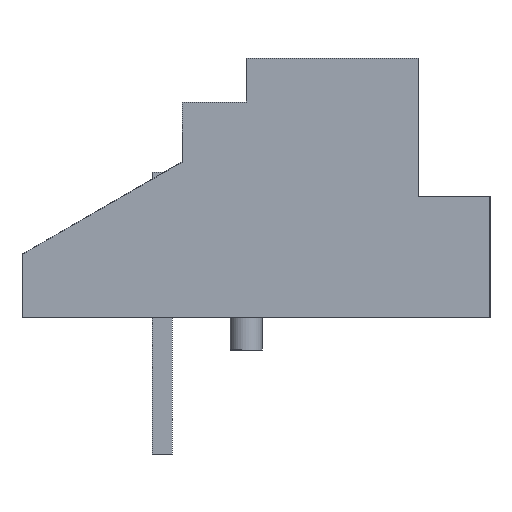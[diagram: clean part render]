
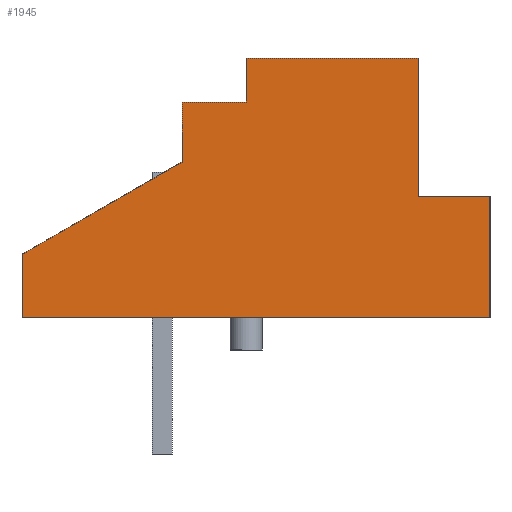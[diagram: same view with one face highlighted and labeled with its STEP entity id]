
A CAD part, left-side view. The second image highlights one B-rep face of the part: STEP entity #1945.
In plain terms, the highlighted planar face has unit normal (-1, 0, 0).
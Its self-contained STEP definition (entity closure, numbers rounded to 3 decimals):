
#1510 = VERTEX_POINT('',#1511);
#1511 = CARTESIAN_POINT('',(-2.,-6.4,6.5));
#1517 = EDGE_CURVE('',#1518,#1510,#1520,.T.);
#1518 = VERTEX_POINT('',#1519);
#1519 = CARTESIAN_POINT('',(-2.,-6.4,3.05));
#1520 = LINE('',#1521,#1522);
#1521 = CARTESIAN_POINT('',(-2.,-6.4,3.05));
#1522 = VECTOR('',#1523,1.);
#1523 = DIRECTION('',(0.,0.,1.));
#1614 = VERTEX_POINT('',#1615);
#1615 = CARTESIAN_POINT('',(-2.,-8.2,3.05));
#1621 = EDGE_CURVE('',#1622,#1614,#1624,.T.);
#1622 = VERTEX_POINT('',#1623);
#1623 = CARTESIAN_POINT('',(-2.,-8.2,0.));
#1624 = LINE('',#1625,#1626);
#1625 = CARTESIAN_POINT('',(-2.,-8.2,0.));
#1626 = VECTOR('',#1627,1.);
#1627 = DIRECTION('',(0.,0.,1.));
#1680 = EDGE_CURVE('',#1614,#1518,#1681,.T.);
#1681 = LINE('',#1682,#1683);
#1682 = CARTESIAN_POINT('',(-2.,-8.2,3.05));
#1683 = VECTOR('',#1684,1.);
#1684 = DIRECTION('',(0.,1.,0.));
#1945 = ADVANCED_FACE('',(#1946),#2005,.T.);
#1946 = FACE_BOUND('',#1947,.T.);
#1947 = EDGE_LOOP('',(#1948,#1958,#1966,#1974,#1982,#1988,#1989,#1990,
    #1991,#1999));
#1948 = ORIENTED_EDGE('',*,*,#1949,.T.);
#1949 = EDGE_CURVE('',#1950,#1952,#1954,.T.);
#1950 = VERTEX_POINT('',#1951);
#1951 = CARTESIAN_POINT('',(-2.,-2.1,5.4));
#1952 = VERTEX_POINT('',#1953);
#1953 = CARTESIAN_POINT('',(-2.,-0.5,5.4));
#1954 = LINE('',#1955,#1956);
#1955 = CARTESIAN_POINT('',(-2.,-2.1,5.4));
#1956 = VECTOR('',#1957,1.);
#1957 = DIRECTION('',(0.,1.,0.));
#1958 = ORIENTED_EDGE('',*,*,#1959,.T.);
#1959 = EDGE_CURVE('',#1952,#1960,#1962,.T.);
#1960 = VERTEX_POINT('',#1961);
#1961 = CARTESIAN_POINT('',(-2.,-0.5,3.9));
#1962 = LINE('',#1963,#1964);
#1963 = CARTESIAN_POINT('',(-2.,-0.5,5.4));
#1964 = VECTOR('',#1965,1.);
#1965 = DIRECTION('',(0.,0.,-1.));
#1966 = ORIENTED_EDGE('',*,*,#1967,.F.);
#1967 = EDGE_CURVE('',#1968,#1960,#1970,.T.);
#1968 = VERTEX_POINT('',#1969);
#1969 = CARTESIAN_POINT('',(-2.,3.5,1.591));
#1970 = LINE('',#1971,#1972);
#1971 = CARTESIAN_POINT('',(-2.,3.5,1.591));
#1972 = VECTOR('',#1973,1.);
#1973 = DIRECTION('',(0.,-0.866,0.5));
#1974 = ORIENTED_EDGE('',*,*,#1975,.T.);
#1975 = EDGE_CURVE('',#1968,#1976,#1978,.T.);
#1976 = VERTEX_POINT('',#1977);
#1977 = CARTESIAN_POINT('',(-2.,3.5,0.));
#1978 = LINE('',#1979,#1980);
#1979 = CARTESIAN_POINT('',(-2.,3.5,3.9));
#1980 = VECTOR('',#1981,1.);
#1981 = DIRECTION('',(0.,0.,-1.));
#1982 = ORIENTED_EDGE('',*,*,#1983,.T.);
#1983 = EDGE_CURVE('',#1976,#1622,#1984,.T.);
#1984 = LINE('',#1985,#1986);
#1985 = CARTESIAN_POINT('',(-2.,-8.2,0.));
#1986 = VECTOR('',#1987,1.);
#1987 = DIRECTION('',(0.,-1.,0.));
#1988 = ORIENTED_EDGE('',*,*,#1621,.T.);
#1989 = ORIENTED_EDGE('',*,*,#1680,.T.);
#1990 = ORIENTED_EDGE('',*,*,#1517,.T.);
#1991 = ORIENTED_EDGE('',*,*,#1992,.F.);
#1992 = EDGE_CURVE('',#1993,#1510,#1995,.T.);
#1993 = VERTEX_POINT('',#1994);
#1994 = CARTESIAN_POINT('',(-2.,-2.1,6.5));
#1995 = LINE('',#1996,#1997);
#1996 = CARTESIAN_POINT('',(-2.,-6.4,6.5));
#1997 = VECTOR('',#1998,1.);
#1998 = DIRECTION('',(0.,-1.,0.));
#1999 = ORIENTED_EDGE('',*,*,#2000,.F.);
#2000 = EDGE_CURVE('',#1950,#1993,#2001,.T.);
#2001 = LINE('',#2002,#2003);
#2002 = CARTESIAN_POINT('',(-2.,-2.1,5.4));
#2003 = VECTOR('',#2004,1.);
#2004 = DIRECTION('',(0.,0.,1.));
#2005 = PLANE('',#2006);
#2006 = AXIS2_PLACEMENT_3D('',#2007,#2008,#2009);
#2007 = CARTESIAN_POINT('',(-2.,-8.2,0.));
#2008 = DIRECTION('',(-1.,0.,0.));
#2009 = DIRECTION('',(0.,0.,-1.));
